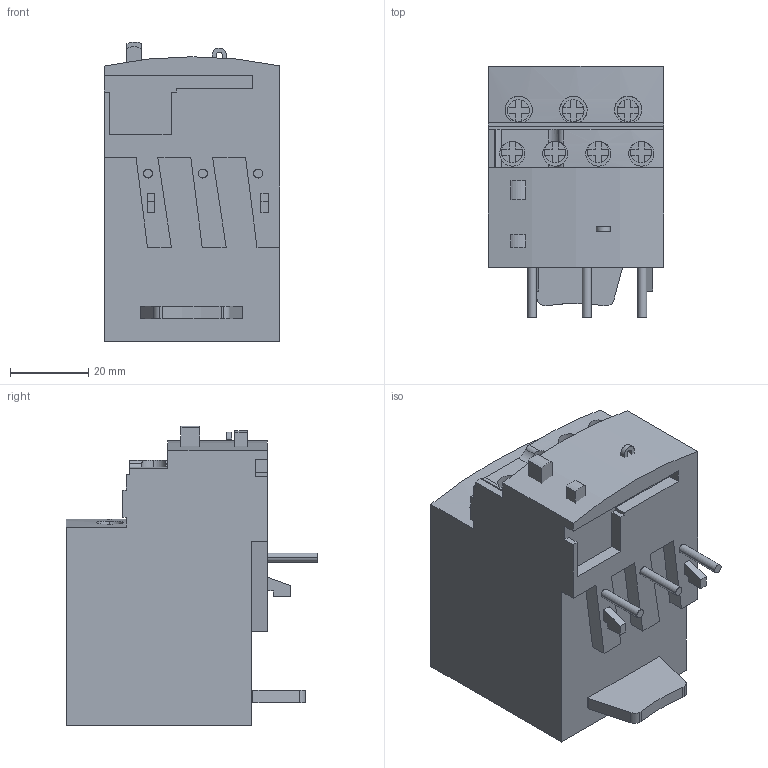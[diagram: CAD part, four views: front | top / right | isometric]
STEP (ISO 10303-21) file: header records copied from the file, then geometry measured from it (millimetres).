
FILE_DESCRIPTION((''),'2;1');
FILE_NAME('SB110705_3D-SIMPLIFIED_ASM','2013-10-25T',('FBon'),(''),'PRO/ENGINEER BY PARAMETRIC TECHNOLOGY CORPORATION, 2009280','PRO/ENGINEER BY PARAMETRIC TECHNOLOGY CORPORATION, 2009280','');
FILE_SCHEMA(('CONFIG_CONTROL_DESIGN'));
Length unit declared in the file: millimetre
Products named in the file (8): CORPS; ACCROCHE; BOUTONS; CLIPS; VIS; VIS_HAUTE; SB110705_SIMPLIFIED_ASM; SB110705_3D-SIMPLIFIED_ASM
Assembly tree (7 placements, depth 3):
  SB110705_3D-SIMPLIFIED_ASM
    SB110705_SIMPLIFIED_ASM
      CORPS
      ACCROCHE
      BOUTONS
      CLIPS
      VIS
      VIS_HAUTE
Bounding box: 45 x 64.39 x 76.67 mm (x, y, z)
Volume: 140637.2 mm3; surface area: 23570.5 mm2
Topology: 13 solids, 13 shells, 252 faces, 642 edges, 428 vertices
Faces by surface type: plane 198, cylinder 53, extrusion 1
Entity records: 8011 total; most frequent: CARTESIAN_POINT 1604, DIRECTION 1311, ORIENTED_EDGE 1284, EDGE_CURVE 642, VECTOR 475, LINE 474, VERTEX_POINT 428, AXIS2_PLACEMENT_3D 418
